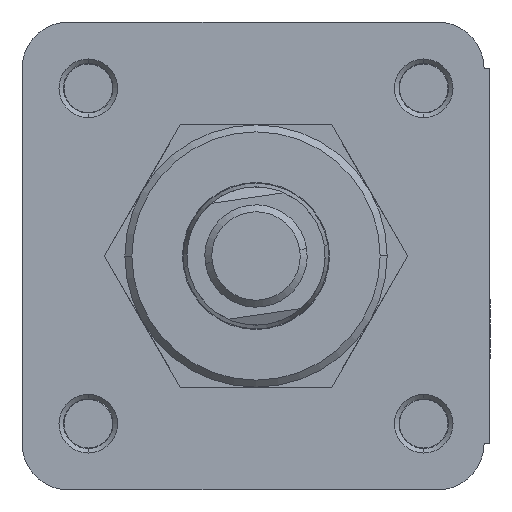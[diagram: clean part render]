
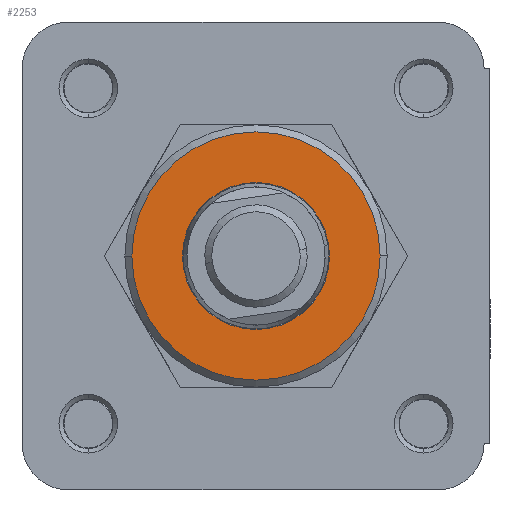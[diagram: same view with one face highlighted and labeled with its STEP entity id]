
A CAD part, left-side view. The second image highlights one B-rep face of the part: STEP entity #2253.
In plain terms, the highlighted planar face has unit normal (-1, 0, 0).
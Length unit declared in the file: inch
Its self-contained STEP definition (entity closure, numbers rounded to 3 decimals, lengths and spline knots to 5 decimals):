
#148 = CARTESIAN_POINT ( 'NONE',  ( -0.615, 0., 0. ) ) ;
#293 = FACE_OUTER_BOUND ( 'NONE', #8246, .T. ) ;
#1083 = CARTESIAN_POINT ( 'NONE',  ( -0.615, 0., 0. ) ) ;
#1369 = DIRECTION ( 'NONE',  ( 0., 1., 0. ) ) ;
#2253 = ADVANCED_FACE ( 'NONE', ( #3077, #293 ), #7050, .F. ) ;
#2254 = DIRECTION ( 'NONE',  ( 0., 0., -1. ) ) ;
#2412 = AXIS2_PLACEMENT_3D ( 'NONE', #10081, #3129, #11230 ) ;
#3077 = FACE_BOUND ( 'NONE', #4565, .T. ) ;
#3129 = DIRECTION ( 'NONE',  ( 1., 0., 0. ) ) ;
#3275 = CARTESIAN_POINT ( 'NONE',  ( -0.615, 0., 0.314 ) ) ;
#4565 = EDGE_LOOP ( 'NONE', ( #12271, #9502 ) ) ;
#4782 = CARTESIAN_POINT ( 'NONE',  ( -0.615, 0., 0. ) ) ;
#4877 = CARTESIAN_POINT ( 'NONE',  ( -0.615, 0.5305, 0. ) ) ;
#5282 = AXIS2_PLACEMENT_3D ( 'NONE', #4782, #12802, #5925 ) ;
#5510 = AXIS2_PLACEMENT_3D ( 'NONE', #148, #8349, #1369 ) ;
#5925 = DIRECTION ( 'NONE',  ( 0., 0., -1. ) ) ;
#5967 = CIRCLE ( 'NONE', #14948, 0.314 ) ;
#6081 = DIRECTION ( 'NONE',  ( 0., 0., -1. ) ) ;
#7050 = PLANE ( 'NONE',  #14360 ) ;
#7126 = CIRCLE ( 'NONE', #5282, 0.314 ) ;
#7256 = EDGE_CURVE ( 'NONE', #12870, #8749, #9054, .T. ) ;
#7726 = DIRECTION ( 'NONE',  ( 1., 0., 0. ) ) ;
#7747 = CARTESIAN_POINT ( 'NONE',  ( -0.615, 0., 0. ) ) ;
#8246 = EDGE_LOOP ( 'NONE', ( #9125, #10572 ) ) ;
#8323 = CARTESIAN_POINT ( 'NONE',  ( -0.615, -0.5305, 0. ) ) ;
#8349 = DIRECTION ( 'NONE',  ( 1., 0., 0. ) ) ;
#8616 = VERTEX_POINT ( 'NONE', #12364 ) ;
#8749 = VERTEX_POINT ( 'NONE', #4877 ) ;
#9054 = CIRCLE ( 'NONE', #2412, 0.5305 ) ;
#9125 = ORIENTED_EDGE ( 'NONE', *, *, #10472, .F. ) ;
#9155 = CIRCLE ( 'NONE', #5510, 0.5305 ) ;
#9243 = DIRECTION ( 'NONE',  ( 1., 0., 0. ) ) ;
#9502 = ORIENTED_EDGE ( 'NONE', *, *, #13283, .T. ) ;
#10081 = CARTESIAN_POINT ( 'NONE',  ( -0.615, 0., 0. ) ) ;
#10472 = EDGE_CURVE ( 'NONE', #8749, #12870, #9155, .T. ) ;
#10572 = ORIENTED_EDGE ( 'NONE', *, *, #7256, .F. ) ;
#11230 = DIRECTION ( 'NONE',  ( 0., 1., 0. ) ) ;
#12271 = ORIENTED_EDGE ( 'NONE', *, *, #12748, .T. ) ;
#12364 = CARTESIAN_POINT ( 'NONE',  ( -0.615, 0., -0.314 ) ) ;
#12748 = EDGE_CURVE ( 'NONE', #8616, #13660, #5967, .T. ) ;
#12802 = DIRECTION ( 'NONE',  ( 1., 0., 0. ) ) ;
#12870 = VERTEX_POINT ( 'NONE', #8323 ) ;
#13283 = EDGE_CURVE ( 'NONE', #13660, #8616, #7126, .T. ) ;
#13660 = VERTEX_POINT ( 'NONE', #3275 ) ;
#14360 = AXIS2_PLACEMENT_3D ( 'NONE', #7747, #7726, #6081 ) ;
#14948 = AXIS2_PLACEMENT_3D ( 'NONE', #1083, #9243, #2254 ) ;
